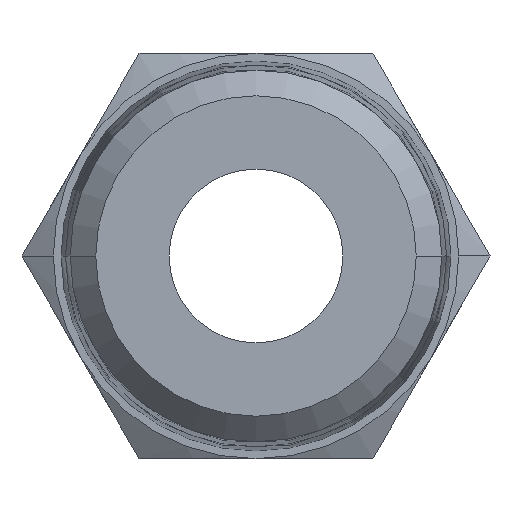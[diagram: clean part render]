
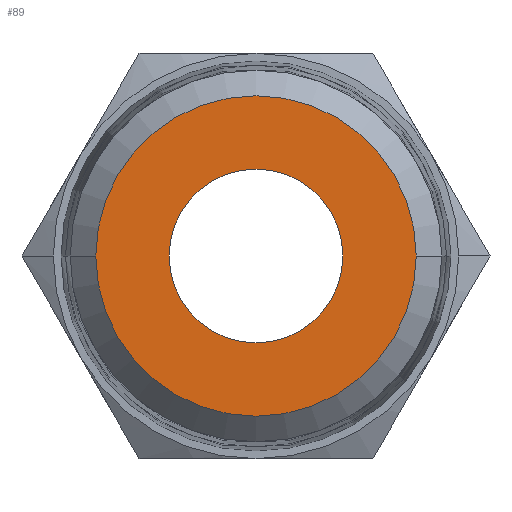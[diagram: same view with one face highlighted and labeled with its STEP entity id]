
A CAD part, front view. The second image highlights one B-rep face of the part: STEP entity #89.
In plain terms, the highlighted planar face has unit normal (0, -1, 0).
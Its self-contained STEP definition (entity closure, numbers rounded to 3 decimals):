
#89=ADVANCED_FACE('',(#202,#203),#204,.T.);
#202=FACE_BOUND('',#338,.T.);
#203=FACE_OUTER_BOUND('',#339,.T.);
#204=PLANE('',#340);
#338=EDGE_LOOP('',(#688,#689));
#339=EDGE_LOOP('',(#690,#691));
#340=AXIS2_PLACEMENT_3D('',#692,#693,#694);
#688=ORIENTED_EDGE('',*,*,#887,.T.);
#689=ORIENTED_EDGE('',*,*,#897,.T.);
#690=ORIENTED_EDGE('',*,*,#864,.F.);
#691=ORIENTED_EDGE('',*,*,#943,.F.);
#692=CARTESIAN_POINT('',(2.767,-11.0,0.0));
#693=DIRECTION('',(-0.0,-1.0,-0.0));
#694=DIRECTION('',(-1.0,0.0,0.0));
#864=EDGE_CURVE('',#1015,#1018,#1019,.T.);
#887=EDGE_CURVE('',#1063,#1060,#1064,.T.);
#897=EDGE_CURVE('',#1060,#1063,#1079,.T.);
#943=EDGE_CURVE('',#1018,#1015,#1143,.T.);
#1015=VERTEX_POINT('',#1281);
#1018=VERTEX_POINT('',#1285);
#1019=CIRCLE('',#1286,5.535);
#1060=VERTEX_POINT('',#1380);
#1063=VERTEX_POINT('',#1384);
#1064=CIRCLE('',#1385,3.0);
#1079=CIRCLE('',#1403,3.0);
#1143=CIRCLE('',#1693,5.535);
#1281=CARTESIAN_POINT('',(5.535,-11.0,0.0));
#1285=CARTESIAN_POINT('',(-5.535,-11.0,0.));
#1286=AXIS2_PLACEMENT_3D('',#2000,#2001,#2002);
#1380=CARTESIAN_POINT('',(3.0,-11.0,0.));
#1384=CARTESIAN_POINT('',(-3.0,-11.0,0.));
#1385=AXIS2_PLACEMENT_3D('',#2037,#2038,#2039);
#1403=AXIS2_PLACEMENT_3D('',#2061,#2062,#2063);
#1693=AXIS2_PLACEMENT_3D('',#2127,#2128,#2129);
#2000=CARTESIAN_POINT('',(0.0,-11.0,0.0));
#2001=DIRECTION('',(-0.0,1.0,0.0));
#2002=DIRECTION('',(1.0,0.0,0.0));
#2037=CARTESIAN_POINT('',(0.0,-11.0,0.0));
#2038=DIRECTION('',(-0.0,1.0,0.0));
#2039=DIRECTION('',(1.0,0.0,0.0));
#2061=CARTESIAN_POINT('',(0.0,-11.0,0.0));
#2062=DIRECTION('',(-0.0,1.0,0.0));
#2063=DIRECTION('',(1.0,0.0,0.0));
#2127=CARTESIAN_POINT('',(0.0,-11.0,0.0));
#2128=DIRECTION('',(-0.0,1.0,0.0));
#2129=DIRECTION('',(1.0,0.0,0.0));
